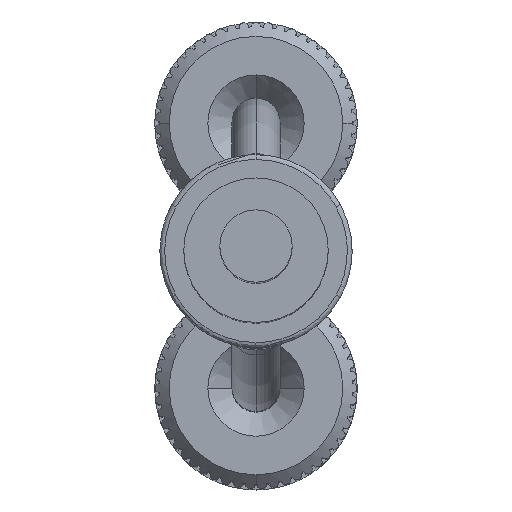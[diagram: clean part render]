
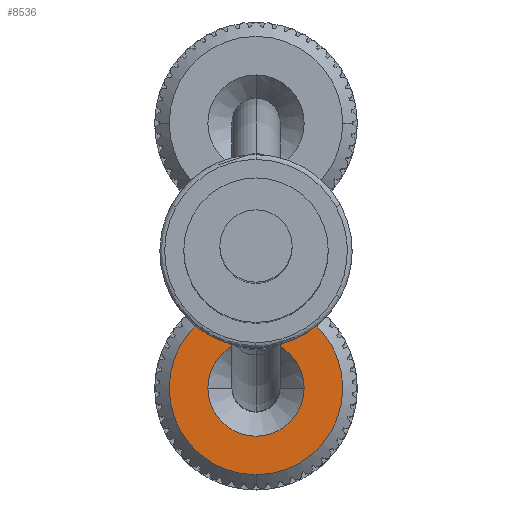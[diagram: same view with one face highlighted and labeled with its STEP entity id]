
A CAD part, top view. The second image highlights one B-rep face of the part: STEP entity #8536.
In plain terms, the highlighted face is planar.
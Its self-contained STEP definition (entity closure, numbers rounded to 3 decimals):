
#2425=CARTESIAN_POINT('',(0.,0.,0.));
#2426=DIRECTION('',(1.,0.,0.));
#2427=DIRECTION('',(0.,0.,1.));
#2428=AXIS2_PLACEMENT_3D('',#2425,#2426,#2427);
#2430=CARTESIAN_POINT('',(0.,0.,0.));
#2431=DIRECTION('',(1.,0.,0.));
#2432=DIRECTION('',(0.,0.,-1.));
#2433=AXIS2_PLACEMENT_3D('',#2430,#2431,#2432);
#2435=CARTESIAN_POINT('',(0.,0.,0.));
#2436=DIRECTION('',(1.,0.,0.));
#2437=DIRECTION('',(0.,-1.,0.));
#2438=AXIS2_PLACEMENT_3D('',#2435,#2436,#2437);
#2440=CARTESIAN_POINT('',(0.,0.,0.));
#2441=DIRECTION('',(1.,0.,0.));
#2442=DIRECTION('',(0.,1.,0.));
#2443=AXIS2_PLACEMENT_3D('',#2440,#2441,#2442);
#5944=CARTESIAN_POINT('',(0.,0.,1.8));
#5945=CARTESIAN_POINT('',(0.,0.,-1.8));
#5946=VERTEX_POINT('',#5944);
#5947=VERTEX_POINT('',#5945);
#6206=CARTESIAN_POINT('',(0.,-1.,0.));
#6207=CARTESIAN_POINT('',(0.,1.,0.));
#6208=VERTEX_POINT('',#6206);
#6209=VERTEX_POINT('',#6207);
#8520=CARTESIAN_POINT('',(0.,0.,0.));
#8521=DIRECTION('',(1.,0.,0.));
#8522=DIRECTION('',(0.,-1.,0.));
#8523=AXIS2_PLACEMENT_3D('',#8520,#8521,#8522);
#8524=PLANE('',#8523);
#8526=ORIENTED_EDGE('',*,*,#8525,.T.);
#8528=ORIENTED_EDGE('',*,*,#8527,.T.);
#8529=EDGE_LOOP('',(#8526,#8528));
#8530=FACE_OUTER_BOUND('',#8529,.F.);
#8532=ORIENTED_EDGE('',*,*,#8531,.F.);
#8533=ORIENTED_EDGE('',*,*,#8510,.F.);
#8534=EDGE_LOOP('',(#8532,#8533));
#8535=FACE_BOUND('',#8534,.F.);
#8536=ADVANCED_FACE('',(#8530,#8535),#8524,.F.);
#2429=CIRCLE('',#2428,1.8);
#2434=CIRCLE('',#2433,1.8);
#2439=CIRCLE('',#2438,1.);
#2444=CIRCLE('',#2443,1.);
#8510=EDGE_CURVE('',#6209,#6208,#2444,.T.);
#8525=EDGE_CURVE('',#5946,#5947,#2429,.T.);
#8527=EDGE_CURVE('',#5947,#5946,#2434,.T.);
#8531=EDGE_CURVE('',#6208,#6209,#2439,.T.);
